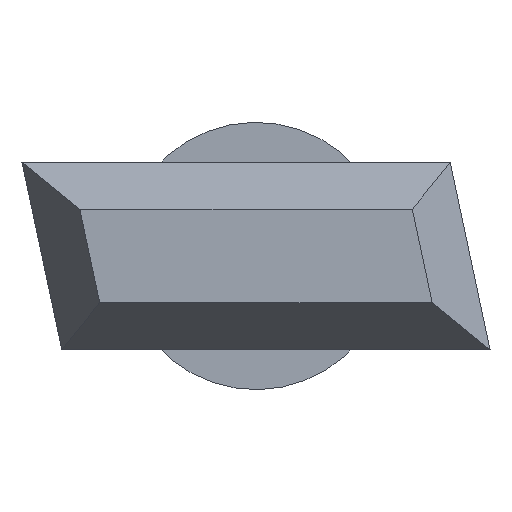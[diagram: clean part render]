
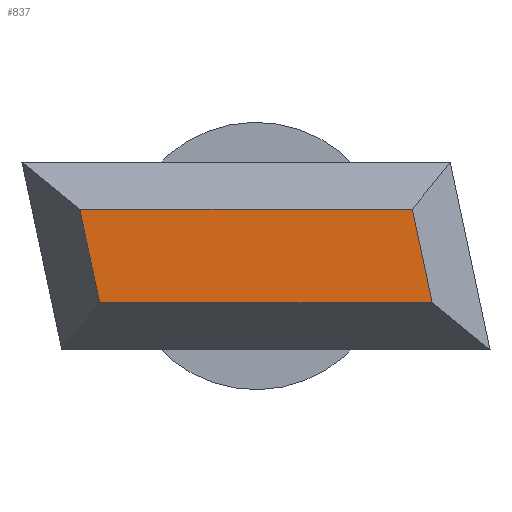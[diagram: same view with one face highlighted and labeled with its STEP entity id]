
A CAD part, front view. The second image highlights one B-rep face of the part: STEP entity #837.
In plain terms, the highlighted planar face has unit normal (0, -1, 0).
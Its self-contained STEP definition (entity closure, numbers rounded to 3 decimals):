
#54 = LINE ( 'NONE', #559, #599 ) ;
#82 = PLANE ( 'NONE',  #214 ) ;
#115 = CARTESIAN_POINT ( 'NONE',  ( 11.69, 0., 3.5 ) ) ;
#141 = ORIENTED_EDGE ( 'NONE', *, *, #266, .F. ) ;
#155 = DIRECTION ( 'NONE',  ( -0.208, 0., 0.978 ) ) ;
#163 = LINE ( 'NONE', #1035, #939 ) ;
#214 = AXIS2_PLACEMENT_3D ( 'NONE', #286, #682, #1281 ) ;
#243 = ORIENTED_EDGE ( 'NONE', *, *, #980, .F. ) ;
#266 = EDGE_CURVE ( 'NONE', #1041, #636, #163, .T. ) ;
#286 = CARTESIAN_POINT ( 'NONE',  ( 0., 0., 0. ) ) ;
#437 = DIRECTION ( 'NONE',  ( -1., 0., 0. ) ) ;
#483 = VECTOR ( 'NONE', #500, 1000. ) ;
#500 = DIRECTION ( 'NONE',  ( 1., 0., 0. ) ) ;
#515 = EDGE_CURVE ( 'NONE', #1041, #1072, #892, .T. ) ;
#534 = CARTESIAN_POINT ( 'NONE',  ( -11.69, 0., -3.5 ) ) ;
#559 = CARTESIAN_POINT ( 'NONE',  ( -0.929, 0., -54.124 ) ) ;
#599 = VECTOR ( 'NONE', #155, 1000. ) ;
#606 = CARTESIAN_POINT ( 'NONE',  ( 0., 0., 3.5 ) ) ;
#619 = CARTESIAN_POINT ( 'NONE',  ( 13.178, 0., -3.5 ) ) ;
#627 = VECTOR ( 'NONE', #1174, 1000. ) ;
#636 = VERTEX_POINT ( 'NONE', #534 ) ;
#682 = DIRECTION ( 'NONE',  ( 0., 1., 0. ) ) ;
#837 = ADVANCED_FACE ( 'NONE', ( #1083 ), #82, .F. ) ;
#866 = CARTESIAN_POINT ( 'NONE',  ( 23.261, 0., -50.939 ) ) ;
#892 = LINE ( 'NONE', #866, #627 ) ;
#902 = CARTESIAN_POINT ( 'NONE',  ( -13.178, 0., 3.5 ) ) ;
#939 = VECTOR ( 'NONE', #437, 1000. ) ;
#950 = ORIENTED_EDGE ( 'NONE', *, *, #1305, .F. ) ;
#980 = EDGE_CURVE ( 'NONE', #636, #1150, #54, .T. ) ;
#1035 = CARTESIAN_POINT ( 'NONE',  ( 70.796, 0., -3.5 ) ) ;
#1041 = VERTEX_POINT ( 'NONE', #619 ) ;
#1072 = VERTEX_POINT ( 'NONE', #115 ) ;
#1083 = FACE_OUTER_BOUND ( 'NONE', #1146, .T. ) ;
#1146 = EDGE_LOOP ( 'NONE', ( #243, #141, #1198, #950 ) ) ;
#1150 = VERTEX_POINT ( 'NONE', #902 ) ;
#1174 = DIRECTION ( 'NONE',  ( -0.208, 0., 0.978 ) ) ;
#1198 = ORIENTED_EDGE ( 'NONE', *, *, #515, .T. ) ;
#1281 = DIRECTION ( 'NONE',  ( 0., 0., 1. ) ) ;
#1290 = LINE ( 'NONE', #606, #483 ) ;
#1305 = EDGE_CURVE ( 'NONE', #1150, #1072, #1290, .T. ) ;
